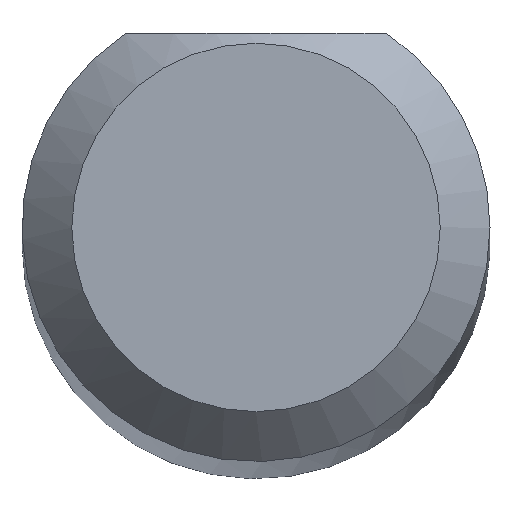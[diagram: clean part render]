
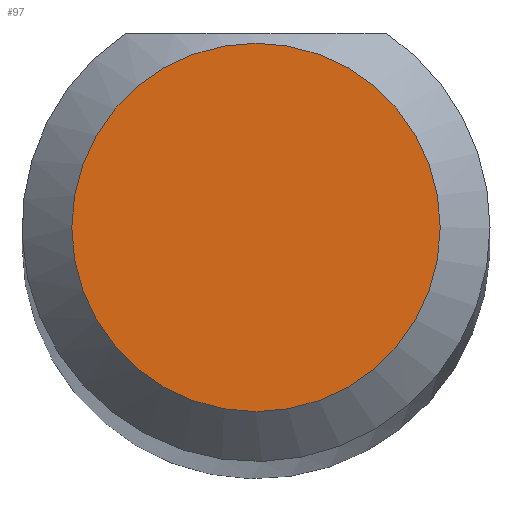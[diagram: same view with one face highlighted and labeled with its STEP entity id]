
A CAD part, top view. The second image highlights one B-rep face of the part: STEP entity #97.
In plain terms, the highlighted planar face has unit normal (0, 0, 1).
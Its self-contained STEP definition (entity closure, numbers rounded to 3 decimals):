
#16=PLANE('',#123);
#23=FACE_OUTER_BOUND('',#29,.T.);
#29=EDGE_LOOP('',(#89));
#43=CIRCLE('',#116,1.85);
#50=VERTEX_POINT('',#166);
#59=EDGE_CURVE('',#50,#50,#43,.T.);
#89=ORIENTED_EDGE('',*,*,#59,.T.);
#97=ADVANCED_FACE('',(#23),#16,.T.);
#116=AXIS2_PLACEMENT_3D('',#168,#134,#135);
#123=AXIS2_PLACEMENT_3D('',#186,#151,#152);
#134=DIRECTION('center_axis',(0.,0.,1.));
#135=DIRECTION('ref_axis',(1.,0.,0.));
#151=DIRECTION('center_axis',(0.,0.,1.));
#152=DIRECTION('ref_axis',(1.,0.,0.));
#166=CARTESIAN_POINT('',(1.85,0.,100.));
#168=CARTESIAN_POINT('Origin',(0.,0.,100.));
#186=CARTESIAN_POINT('Origin',(0.,0.,100.));
